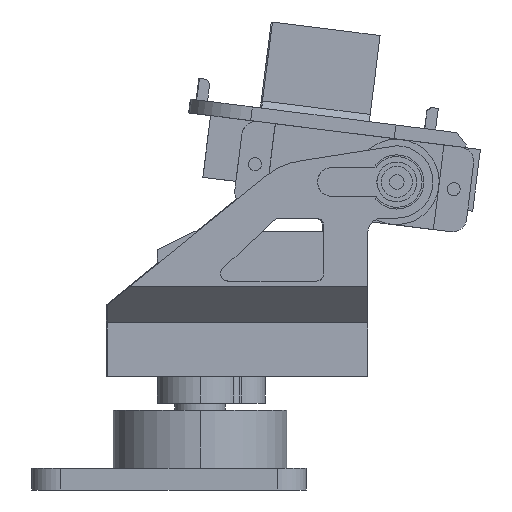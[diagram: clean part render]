
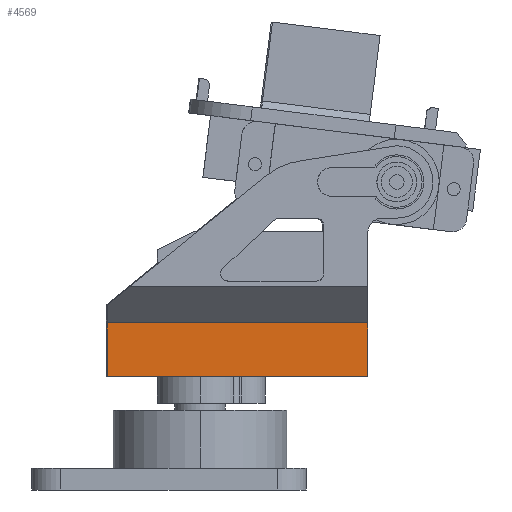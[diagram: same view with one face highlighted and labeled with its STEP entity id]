
A CAD part, left-side view. The second image highlights one B-rep face of the part: STEP entity #4569.
In plain terms, the highlighted face is planar.
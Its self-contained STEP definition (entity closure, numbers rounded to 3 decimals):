
#25 = VECTOR ( 'NONE', #5990, 1000. ) ;
#491 = ORIENTED_EDGE ( 'NONE', *, *, #6666, .T. ) ;
#704 = LINE ( 'NONE', #8976, #25 ) ;
#719 = CARTESIAN_POINT ( 'NONE',  ( -9.5, 0., 7.4 ) ) ;
#889 = DIRECTION ( 'NONE',  ( 0., 0., -1. ) ) ;
#1055 = VERTEX_POINT ( 'NONE', #1222 ) ;
#1222 = CARTESIAN_POINT ( 'NONE',  ( -9.5, 36., 7.4 ) ) ;
#1466 = VERTEX_POINT ( 'NONE', #5356 ) ;
#1699 = ORIENTED_EDGE ( 'NONE', *, *, #6381, .F. ) ;
#1906 = VERTEX_POINT ( 'NONE', #2780 ) ;
#1946 = ORIENTED_EDGE ( 'NONE', *, *, #4698, .F. ) ;
#2366 = PLANE ( 'NONE',  #6257 ) ;
#2780 = CARTESIAN_POINT ( 'NONE',  ( -9.5, 0., 7.4 ) ) ;
#2885 = CARTESIAN_POINT ( 'NONE',  ( -9.5, 0., 0. ) ) ;
#4135 = FACE_OUTER_BOUND ( 'NONE', #9016, .T. ) ;
#4569 = ADVANCED_FACE ( 'NONE', ( #4135 ), #2366, .F. ) ;
#4698 = EDGE_CURVE ( 'NONE', #1906, #8011, #6589, .T. ) ;
#4800 = CARTESIAN_POINT ( 'NONE',  ( -9.5, 36., 9.9 ) ) ;
#5230 = LINE ( 'NONE', #719, #6885 ) ;
#5356 = CARTESIAN_POINT ( 'NONE',  ( -9.5, 36., 0. ) ) ;
#5370 = CARTESIAN_POINT ( 'NONE',  ( -9.5, 0., 9.9 ) ) ;
#5702 = VECTOR ( 'NONE', #6761, 1000. ) ;
#5927 = CARTESIAN_POINT ( 'NONE',  ( -9.5, 36., 9.9 ) ) ;
#5990 = DIRECTION ( 'NONE',  ( 0., -1., 0. ) ) ;
#6257 = AXIS2_PLACEMENT_3D ( 'NONE', #5927, #7337, #889 ) ;
#6381 = EDGE_CURVE ( 'NONE', #1055, #1906, #5230, .T. ) ;
#6589 = LINE ( 'NONE', #5370, #5702 ) ;
#6666 = EDGE_CURVE ( 'NONE', #1466, #8011, #704, .T. ) ;
#6753 = EDGE_CURVE ( 'NONE', #1055, #1466, #8228, .T. ) ;
#6761 = DIRECTION ( 'NONE',  ( 0., 0., -1. ) ) ;
#6885 = VECTOR ( 'NONE', #8571, 1000. ) ;
#7337 = DIRECTION ( 'NONE',  ( 1., 0., 0. ) ) ;
#7411 = VECTOR ( 'NONE', #8298, 1000. ) ;
#8011 = VERTEX_POINT ( 'NONE', #2885 ) ;
#8228 = LINE ( 'NONE', #4800, #7411 ) ;
#8298 = DIRECTION ( 'NONE',  ( 0., 0., -1. ) ) ;
#8351 = ORIENTED_EDGE ( 'NONE', *, *, #6753, .T. ) ;
#8571 = DIRECTION ( 'NONE',  ( 0., -1., 0. ) ) ;
#8976 = CARTESIAN_POINT ( 'NONE',  ( -9.5, 36., 0. ) ) ;
#9016 = EDGE_LOOP ( 'NONE', ( #1699, #8351, #491, #1946 ) ) ;
